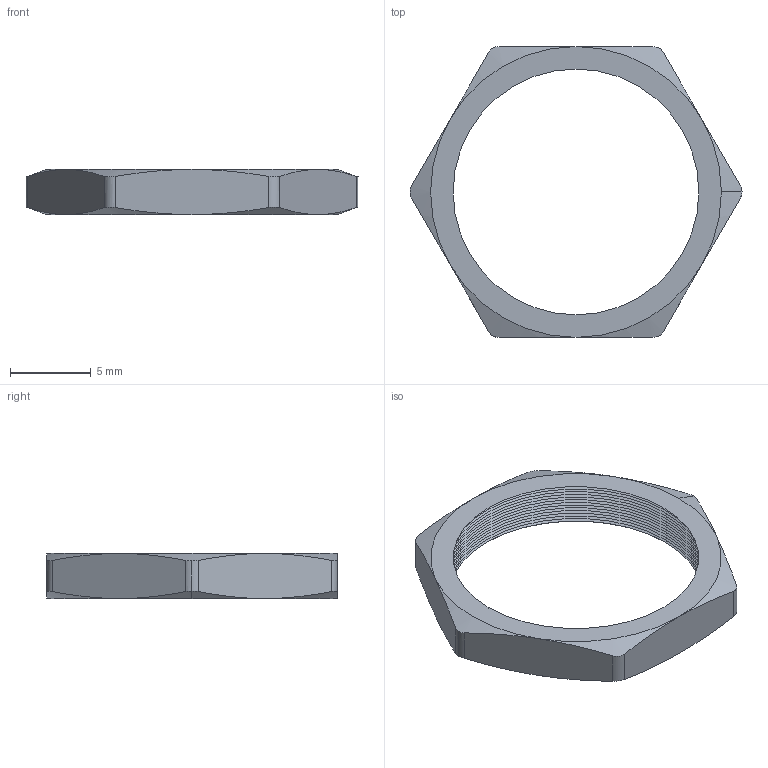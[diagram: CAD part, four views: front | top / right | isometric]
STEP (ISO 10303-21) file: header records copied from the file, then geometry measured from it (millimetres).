
FILE_DESCRIPTION (( 'STEP AP203' ), '1' );
FILE_NAME ('NP-09-BR.STEP', '2008-04-02T05:31:03', ( 'Baystate-05' ), ( 'BayState InfoTech' ), 'SwSTEP 2.0', 'SolidWorks 2007', '' );
FILE_SCHEMA (( 'CONFIG_CONTROL_DESIGN' ));
Length unit declared in the file: inch
Products named in the file (1): NP-09-BR
Bounding box: 20.59 x 18.03 x 2.79 mm (x, y, z)
Volume: 230.1 mm3; surface area: 618.1 mm2
Topology: 1 solids, 1 shells, 83 faces, 178 edges, 97 vertices
Faces by surface type: cone 68, plane 8, cylinder 7
Entity records: 2370 total; most frequent: CARTESIAN_POINT 542, DIRECTION 377, ORIENTED_EDGE 356, EDGE_CURVE 178, AXIS2_PLACEMENT_3D 154, VERTEX_POINT 97, EDGE_LOOP 85, FACE_OUTER_BOUND 83
